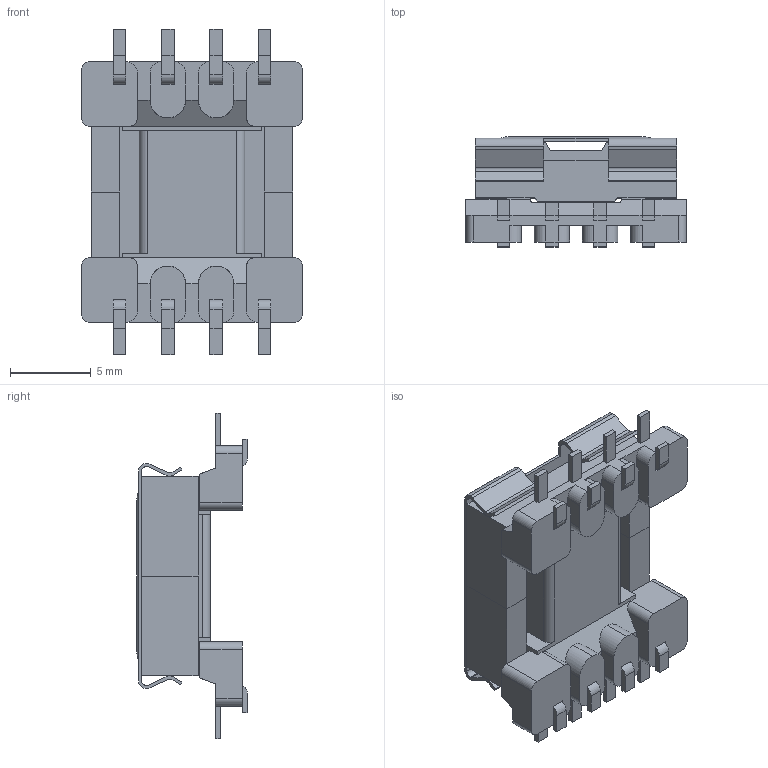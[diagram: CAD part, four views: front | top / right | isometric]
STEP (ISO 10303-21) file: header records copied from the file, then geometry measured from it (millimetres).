
FILE_DESCRIPTION (( 'STEP AP203' ), '1' );
FILE_NAME ('EFD12 SMD transformer Ferroxcube.STEP', '2015-05-05T22:27:07', ( '' ), ( '' ), 'SwSTEP 2.0', 'SolidWorks 2014', '' );
FILE_SCHEMA (( 'CONFIG_CONTROL_DESIGN' ));
Length unit declared in the file: millimetre
Products named in the file (4): EFD12 SMD bobbin Ferroxcube; EFD12 core Ferroxcube; EFD12 clip Ferroxcube; EFD12 SMD transformer Ferroxcube
Assembly tree (4 placements, depth 2):
  EFD12 SMD transformer Ferroxcube
    EFD12 SMD bobbin Ferroxcube
    EFD12 core Ferroxcube  x2
    EFD12 clip Ferroxcube
Bounding box: 13.7 x 6.85 x 20.2 mm (x, y, z)
Volume: 729.1 mm3; surface area: 2203.6 mm2
Topology: 13 solids, 13 shells, 465 faces, 1280 edges, 832 vertices
Faces by surface type: plane 337, cylinder 128
Entity records: 14204 total; most frequent: CARTESIAN_POINT 2486, ORIENTED_EDGE 2404, DIRECTION 2302, EDGE_CURVE 1202, VECTOR 950, LINE 950, VERTEX_POINT 780, AXIS2_PLACEMENT_3D 676
